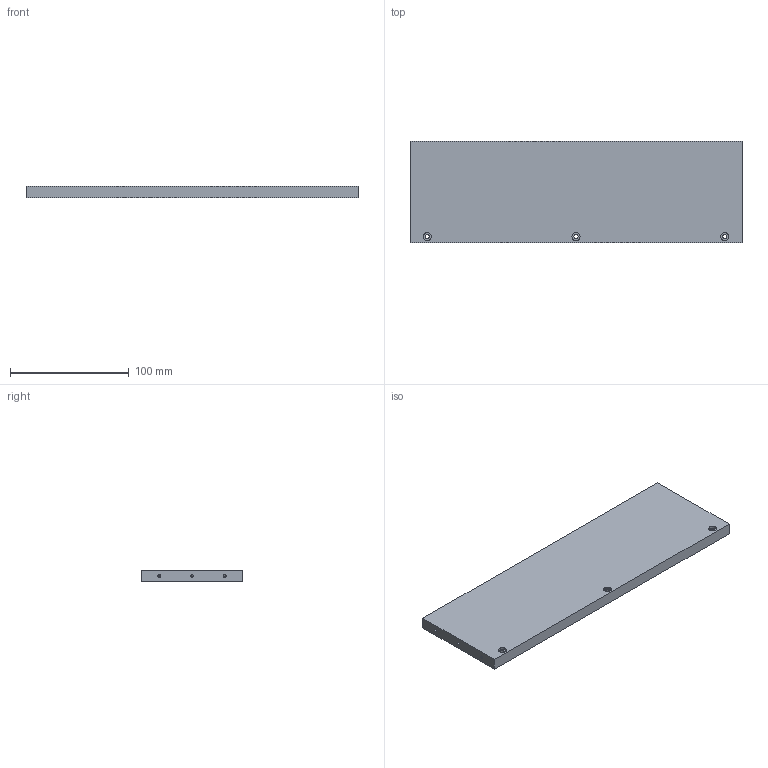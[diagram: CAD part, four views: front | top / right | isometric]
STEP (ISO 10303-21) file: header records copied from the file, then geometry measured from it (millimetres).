
FILE_DESCRIPTION (( 'STEP AP214' ), '1' );
FILE_NAME ('outer_wall_sides.step', '2019-07-10T20:27:58', ( '' ), ( '' ), 'SwSTEP 2.0', 'SolidWorks 2019', '' );
FILE_SCHEMA (( 'AUTOMOTIVE_DESIGN' ));
Length unit declared in the file: millimetre
Products named in the file (1): outer_wall_sides
Bounding box: 279 x 85 x 10 mm (x, y, z)
Volume: 236480.9 mm3; surface area: 55470.1 mm2
Topology: 1 solids, 1 shells, 53 faces, 128 edges, 72 vertices
Faces by surface type: cylinder 28, cone 16, plane 9
Entity records: 1660 total; most frequent: DIRECTION 276, CARTESIAN_POINT 238, ORIENTED_EDGE 224, EDGE_CURVE 112, AXIS2_PLACEMENT_3D 110, VERTEX_POINT 72, EDGE_LOOP 70, VECTOR 56
